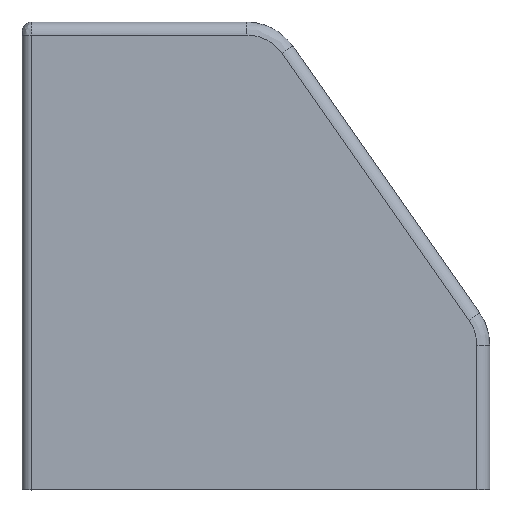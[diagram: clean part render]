
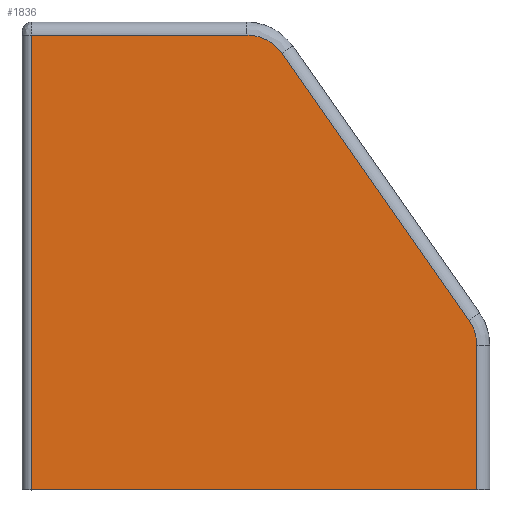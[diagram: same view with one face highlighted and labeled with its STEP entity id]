
A CAD part, top view. The second image highlights one B-rep face of the part: STEP entity #1836.
In plain terms, the highlighted face is planar.
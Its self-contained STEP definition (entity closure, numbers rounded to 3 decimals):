
#381 = VERTEX_POINT ( 'NONE', #1766 ) ;
#452 = AXIS2_PLACEMENT_3D ( 'NONE', #1310, #1674, #3974 ) ;
#532 = CARTESIAN_POINT ( 'NONE',  ( 23.946, -13.457, 9.265 ) ) ;
#599 =( BOUNDED_CURVE ( )  B_SPLINE_CURVE ( 3, ( #3881, #532, #881, #4191 ),
 .UNSPECIFIED., .F., .T. ) 
 B_SPLINE_CURVE_WITH_KNOTS ( ( 4, 4 ),
 ( 0.611, 1.571 ),
 .UNSPECIFIED. ) 
 CURVE ( )  GEOMETRIC_REPRESENTATION_ITEM ( )  RATIONAL_B_SPLINE_CURVE ( ( 1., 0.925, 0.925, 1. ) ) 
 REPRESENTATION_ITEM ( '' )  );
#749 = CARTESIAN_POINT ( 'NONE',  ( 8.194, -24.312, 9.076 ) ) ;
#836 = EDGE_CURVE ( 'NONE', #4195, #1885, #1102, .T. ) ;
#881 = CARTESIAN_POINT ( 'NONE',  ( 24.3, -12.778, 9.277 ) ) ;
#933 = LINE ( 'NONE', #1601, #4258 ) ;
#971 = CARTESIAN_POINT ( 'NONE',  ( 0., 0., 9.5 ) ) ;
#1001 = EDGE_CURVE ( 'NONE', #2958, #1966, #599, .T. ) ;
#1067 = VECTOR ( 'NONE', #2023, 1000. ) ;
#1102 = LINE ( 'NONE', #4221, #2886 ) ;
#1172 = ORIENTED_EDGE ( 'NONE', *, *, #1001, .T. ) ;
#1187 = VERTEX_POINT ( 'NONE', #3796 ) ;
#1233 = ORIENTED_EDGE ( 'NONE', *, *, #4048, .T. ) ;
#1270 = LINE ( 'NONE', #971, #3830 ) ;
#1310 = CARTESIAN_POINT ( 'NONE',  ( 0., 0., 9.5 ) ) ;
#1601 = CARTESIAN_POINT ( 'NONE',  ( 0., -24.312, 9.076 ) ) ;
#1605 = LINE ( 'NONE', #4251, #4036 ) ;
#1607 = EDGE_CURVE ( 'NONE', #3569, #1187, #933, .T. ) ;
#1674 = DIRECTION ( 'NONE',  ( 0., -0.017, 1. ) ) ;
#1694 = CARTESIAN_POINT ( 'NONE',  ( 14.204, -20.279, 9.146 ) ) ;
#1766 = CARTESIAN_POINT ( 'NONE',  ( 9.038, -23.896, 9.083 ) ) ;
#1785 = CARTESIAN_POINT ( 'NONE',  ( 9.038, -23.896, 9.083 ) ) ;
#1836 = ADVANCED_FACE ( 'NONE', ( #2591 ), #3324, .T. ) ;
#1885 = VERTEX_POINT ( 'NONE', #3015 ) ;
#1958 =( BOUNDED_CURVE ( )  B_SPLINE_CURVE ( 3, ( #3100, #749, #3758, #1785 ),
 .UNSPECIFIED., .F., .T. ) 
 B_SPLINE_CURVE_WITH_KNOTS ( ( 4, 4 ),
 ( 0., 0.611 ),
 .UNSPECIFIED. ) 
 CURVE ( )  GEOMETRIC_REPRESENTATION_ITEM ( )  RATIONAL_B_SPLINE_CURVE ( ( 1., 0.969, 0.969, 1. ) ) 
 REPRESENTATION_ITEM ( '' )  );
#1966 = VERTEX_POINT ( 'NONE', #3677 ) ;
#1993 = DIRECTION ( 'NONE',  ( 0., -1., -0.017 ) ) ;
#2023 = DIRECTION ( 'NONE',  ( 0.819, 0.574, 0.01 ) ) ;
#2360 = ORIENTED_EDGE ( 'NONE', *, *, #1607, .T. ) ;
#2516 = CARTESIAN_POINT ( 'NONE',  ( 23.319, -13.896, 9.257 ) ) ;
#2591 = FACE_OUTER_BOUND ( 'NONE', #3932, .T. ) ;
#2627 = DIRECTION ( 'NONE',  ( 0., 1., 0.017 ) ) ;
#2630 = ORIENTED_EDGE ( 'NONE', *, *, #4112, .T. ) ;
#2886 = VECTOR ( 'NONE', #3892, 1000. ) ;
#2952 = LINE ( 'NONE', #1694, #1067 ) ;
#2958 = VERTEX_POINT ( 'NONE', #2516 ) ;
#3015 = CARTESIAN_POINT ( 'NONE',  ( 0., -0.509, 9.491 ) ) ;
#3100 = CARTESIAN_POINT ( 'NONE',  ( 7.719, -24.312, 9.076 ) ) ;
#3135 = ORIENTED_EDGE ( 'NONE', *, *, #836, .T. ) ;
#3324 = PLANE ( 'NONE',  #452 ) ;
#3569 = VERTEX_POINT ( 'NONE', #3730 ) ;
#3597 = EDGE_CURVE ( 'NONE', #1187, #381, #1958, .T. ) ;
#3677 = CARTESIAN_POINT ( 'NONE',  ( 24.3, -12.012, 9.29 ) ) ;
#3730 = CARTESIAN_POINT ( 'NONE',  ( 0., -24.312, 9.076 ) ) ;
#3758 = CARTESIAN_POINT ( 'NONE',  ( 8.648, -24.169, 9.078 ) ) ;
#3796 = CARTESIAN_POINT ( 'NONE',  ( 7.719, -24.312, 9.076 ) ) ;
#3830 = VECTOR ( 'NONE', #1993, 1000. ) ;
#3881 = CARTESIAN_POINT ( 'NONE',  ( 23.319, -13.896, 9.257 ) ) ;
#3892 = DIRECTION ( 'NONE',  ( -1., 0., 0. ) ) ;
#3932 = EDGE_LOOP ( 'NONE', ( #1233, #3135, #2630, #2360, #4180, #4025, #1172 ) ) ;
#3974 = DIRECTION ( 'NONE',  ( 0., -1., -0.017 ) ) ;
#4025 = ORIENTED_EDGE ( 'NONE', *, *, #4149, .T. ) ;
#4036 = VECTOR ( 'NONE', #2627, 1000. ) ;
#4048 = EDGE_CURVE ( 'NONE', #1966, #4195, #1605, .T. ) ;
#4052 = CARTESIAN_POINT ( 'NONE',  ( 24.3, -0.509, 9.491 ) ) ;
#4112 = EDGE_CURVE ( 'NONE', #1885, #3569, #1270, .T. ) ;
#4149 = EDGE_CURVE ( 'NONE', #381, #2958, #2952, .T. ) ;
#4180 = ORIENTED_EDGE ( 'NONE', *, *, #3597, .T. ) ;
#4191 = CARTESIAN_POINT ( 'NONE',  ( 24.3, -12.012, 9.29 ) ) ;
#4195 = VERTEX_POINT ( 'NONE', #4052 ) ;
#4221 = CARTESIAN_POINT ( 'NONE',  ( 0., -0.509, 9.491 ) ) ;
#4251 = CARTESIAN_POINT ( 'NONE',  ( 24.3, 0., 9.5 ) ) ;
#4258 = VECTOR ( 'NONE', #4263, 1000. ) ;
#4263 = DIRECTION ( 'NONE',  ( 1., 0., 0. ) ) ;
